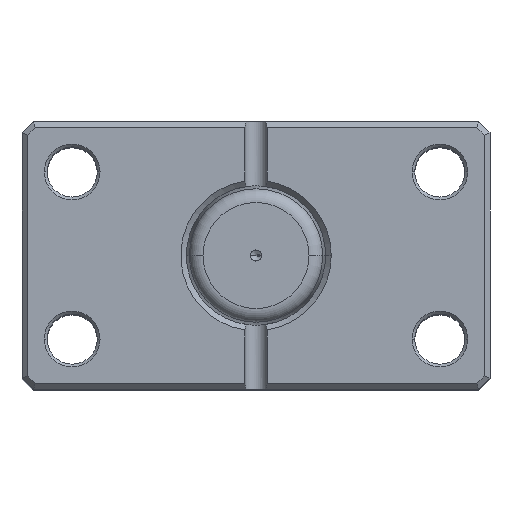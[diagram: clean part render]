
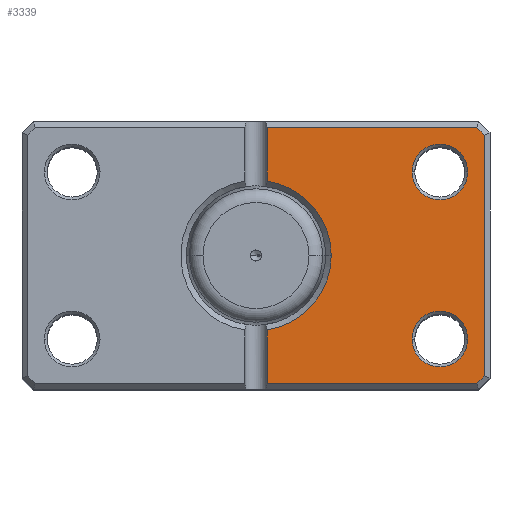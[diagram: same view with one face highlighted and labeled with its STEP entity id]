
A CAD part, top view. The second image highlights one B-rep face of the part: STEP entity #3339.
In plain terms, the highlighted face is planar.
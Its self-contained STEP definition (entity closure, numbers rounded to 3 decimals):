
#8 = VERTEX_POINT ( 'NONE', #3000 ) ;
#49 = CARTESIAN_POINT ( 'NONE',  ( -33., -15., 0. ) ) ;
#193 = EDGE_CURVE ( 'NONE', #3733, #970, #5876, .T. ) ;
#210 = AXIS2_PLACEMENT_3D ( 'NONE', #5562, #5917, #2009 ) ;
#483 = CIRCLE ( 'NONE', #6194, 13.5 ) ;
#542 = DIRECTION ( 'NONE',  ( 1., 0., 0. ) ) ;
#545 = DIRECTION ( 'NONE',  ( 1., 0., 0. ) ) ;
#578 = EDGE_CURVE ( 'NONE', #4269, #5349, #4599, .T. ) ;
#630 = CARTESIAN_POINT ( 'NONE',  ( -33., -15., 0. ) ) ;
#694 = CARTESIAN_POINT ( 'NONE',  ( -2., -13.351, 0. ) ) ;
#876 = CARTESIAN_POINT ( 'NONE',  ( -39.586, 23., 0. ) ) ;
#904 = ORIENTED_EDGE ( 'NONE', *, *, #2403, .T. ) ;
#915 = VERTEX_POINT ( 'NONE', #876 ) ;
#931 = VERTEX_POINT ( 'NONE', #1587 ) ;
#970 = VERTEX_POINT ( 'NONE', #694 ) ;
#990 = CARTESIAN_POINT ( 'NONE',  ( -2., 24., 0. ) ) ;
#1003 = PLANE ( 'NONE',  #3237 ) ;
#1066 = EDGE_CURVE ( 'NONE', #8, #3733, #483, .T. ) ;
#1107 = EDGE_LOOP ( 'NONE', ( #2449, #2758 ) ) ;
#1123 = DIRECTION ( 'NONE',  ( 1., 0., 0. ) ) ;
#1225 = DIRECTION ( 'NONE',  ( -1., 0., 0. ) ) ;
#1261 = CARTESIAN_POINT ( 'NONE',  ( -2., 23., 0. ) ) ;
#1441 = CARTESIAN_POINT ( 'NONE',  ( -41., 21.586, 0. ) ) ;
#1502 = CARTESIAN_POINT ( 'NONE',  ( -2., -23., 0. ) ) ;
#1534 = ORIENTED_EDGE ( 'NONE', *, *, #2031, .T. ) ;
#1587 = CARTESIAN_POINT ( 'NONE',  ( -38., 15., 0. ) ) ;
#1644 = DIRECTION ( 'NONE',  ( 1., 0., 0. ) ) ;
#1665 = DIRECTION ( 'NONE',  ( 0., 0., 1. ) ) ;
#1749 = DIRECTION ( 'NONE',  ( 0., 0., 1. ) ) ;
#1793 = CARTESIAN_POINT ( 'NONE',  ( 0., 0., 0. ) ) ;
#1839 = VERTEX_POINT ( 'NONE', #2721 ) ;
#1915 = CARTESIAN_POINT ( 'NONE',  ( -41., 0., 0. ) ) ;
#1925 = CIRCLE ( 'NONE', #210, 5. ) ;
#1977 = DIRECTION ( 'NONE',  ( 0., 0., 1. ) ) ;
#2009 = DIRECTION ( 'NONE',  ( 1., 0., 0. ) ) ;
#2025 = DIRECTION ( 'NONE',  ( 0., 1., 0. ) ) ;
#2031 = EDGE_CURVE ( 'NONE', #970, #2205, #2835, .T. ) ;
#2032 = CIRCLE ( 'NONE', #6034, 5. ) ;
#2040 = FACE_OUTER_BOUND ( 'NONE', #4786, .T. ) ;
#2058 = CARTESIAN_POINT ( 'NONE',  ( 0., 0., 0. ) ) ;
#2136 = DIRECTION ( 'NONE',  ( -0.707, 0.707, 0. ) ) ;
#2148 = VECTOR ( 'NONE', #5990, 1000. ) ;
#2159 = EDGE_CURVE ( 'NONE', #931, #2843, #1925, .T. ) ;
#2167 = DIRECTION ( 'NONE',  ( 0., 0., 1. ) ) ;
#2205 = VERTEX_POINT ( 'NONE', #1502 ) ;
#2206 = EDGE_CURVE ( 'NONE', #2990, #1839, #4638, .T. ) ;
#2234 = DIRECTION ( 'NONE',  ( 1., 0., 0. ) ) ;
#2316 = EDGE_CURVE ( 'NONE', #1839, #2990, #4039, .T. ) ;
#2403 = EDGE_CURVE ( 'NONE', #5349, #915, #5974, .T. ) ;
#2449 = ORIENTED_EDGE ( 'NONE', *, *, #2159, .T. ) ;
#2637 = CARTESIAN_POINT ( 'NONE',  ( -31.293, 31.293, 0. ) ) ;
#2721 = CARTESIAN_POINT ( 'NONE',  ( -28., -15., 0. ) ) ;
#2758 = ORIENTED_EDGE ( 'NONE', *, *, #3807, .T. ) ;
#2835 = LINE ( 'NONE', #990, #3820 ) ;
#2843 = VERTEX_POINT ( 'NONE', #3921 ) ;
#2963 = ORIENTED_EDGE ( 'NONE', *, *, #1066, .T. ) ;
#2990 = VERTEX_POINT ( 'NONE', #6007 ) ;
#3000 = CARTESIAN_POINT ( 'NONE',  ( -2., 13.351, 0. ) ) ;
#3237 = AXIS2_PLACEMENT_3D ( 'NONE', #4855, #1977, #5323 ) ;
#3273 = ORIENTED_EDGE ( 'NONE', *, *, #578, .T. ) ;
#3319 = FACE_BOUND ( 'NONE', #6054, .T. ) ;
#3339 = ADVANCED_FACE ( 'NONE', ( #3319, #4440, #2040 ), #1003, .F. ) ;
#3348 = LINE ( 'NONE', #4982, #5729 ) ;
#3351 = LINE ( 'NONE', #5475, #5732 ) ;
#3422 = CARTESIAN_POINT ( 'NONE',  ( 0., 23., 0. ) ) ;
#3452 = DIRECTION ( 'NONE',  ( 0., 0., 1. ) ) ;
#3485 = VECTOR ( 'NONE', #2025, 1000. ) ;
#3552 = LINE ( 'NONE', #3422, #4520 ) ;
#3580 = EDGE_CURVE ( 'NONE', #915, #5030, #3552, .T. ) ;
#3733 = VERTEX_POINT ( 'NONE', #5426 ) ;
#3807 = EDGE_CURVE ( 'NONE', #2843, #931, #2032, .T. ) ;
#3820 = VECTOR ( 'NONE', #5352, 1000. ) ;
#3851 = EDGE_CURVE ( 'NONE', #2205, #4991, #6005, .T. ) ;
#3921 = CARTESIAN_POINT ( 'NONE',  ( -28., 15., 0. ) ) ;
#4017 = DIRECTION ( 'NONE',  ( 0., 0., 1. ) ) ;
#4032 = ORIENTED_EDGE ( 'NONE', *, *, #2316, .T. ) ;
#4039 = CIRCLE ( 'NONE', #4677, 5. ) ;
#4111 = CARTESIAN_POINT ( 'NONE',  ( 0., -23., 0. ) ) ;
#4269 = VERTEX_POINT ( 'NONE', #4453 ) ;
#4287 = VECTOR ( 'NONE', #1225, 1000. ) ;
#4440 = FACE_BOUND ( 'NONE', #1107, .T. ) ;
#4453 = CARTESIAN_POINT ( 'NONE',  ( -41., -21.586, 0. ) ) ;
#4520 = VECTOR ( 'NONE', #542, 1000. ) ;
#4545 = CARTESIAN_POINT ( 'NONE',  ( -33., 15., 0. ) ) ;
#4549 = ORIENTED_EDGE ( 'NONE', *, *, #3851, .T. ) ;
#4599 = LINE ( 'NONE', #1915, #3485 ) ;
#4638 = CIRCLE ( 'NONE', #5169, 5. ) ;
#4677 = AXIS2_PLACEMENT_3D ( 'NONE', #630, #4017, #1123 ) ;
#4698 = ORIENTED_EDGE ( 'NONE', *, *, #5641, .T. ) ;
#4751 = AXIS2_PLACEMENT_3D ( 'NONE', #2058, #2167, #2234 ) ;
#4786 = EDGE_LOOP ( 'NONE', ( #6126, #2963, #5653, #1534, #4549, #4698, #3273, #904, #5203 ) ) ;
#4855 = CARTESIAN_POINT ( 'NONE',  ( 0., 0., 0. ) ) ;
#4955 = EDGE_CURVE ( 'NONE', #5030, #8, #3348, .T. ) ;
#4982 = CARTESIAN_POINT ( 'NONE',  ( -2., 24., 0. ) ) ;
#4991 = VERTEX_POINT ( 'NONE', #5969 ) ;
#5016 = DIRECTION ( 'NONE',  ( 1., 0., 0. ) ) ;
#5030 = VERTEX_POINT ( 'NONE', #1261 ) ;
#5169 = AXIS2_PLACEMENT_3D ( 'NONE', #49, #3452, #545 ) ;
#5203 = ORIENTED_EDGE ( 'NONE', *, *, #3580, .T. ) ;
#5323 = DIRECTION ( 'NONE',  ( 1., 0., 0. ) ) ;
#5349 = VERTEX_POINT ( 'NONE', #1441 ) ;
#5352 = DIRECTION ( 'NONE',  ( 0., -1., 0. ) ) ;
#5426 = CARTESIAN_POINT ( 'NONE',  ( -13.5, 0., 0. ) ) ;
#5436 = DIRECTION ( 'NONE',  ( 0., -1., 0. ) ) ;
#5475 = CARTESIAN_POINT ( 'NONE',  ( -31.293, -31.293, 0. ) ) ;
#5562 = CARTESIAN_POINT ( 'NONE',  ( -33., 15., 0. ) ) ;
#5641 = EDGE_CURVE ( 'NONE', #4991, #4269, #3351, .T. ) ;
#5653 = ORIENTED_EDGE ( 'NONE', *, *, #193, .T. ) ;
#5729 = VECTOR ( 'NONE', #5436, 1000. ) ;
#5732 = VECTOR ( 'NONE', #2136, 1000. ) ;
#5741 = ORIENTED_EDGE ( 'NONE', *, *, #2206, .T. ) ;
#5876 = CIRCLE ( 'NONE', #4751, 13.5 ) ;
#5917 = DIRECTION ( 'NONE',  ( 0., 0., 1. ) ) ;
#5969 = CARTESIAN_POINT ( 'NONE',  ( -39.586, -23., 0. ) ) ;
#5974 = LINE ( 'NONE', #2637, #2148 ) ;
#5990 = DIRECTION ( 'NONE',  ( 0.707, 0.707, 0. ) ) ;
#6005 = LINE ( 'NONE', #4111, #4287 ) ;
#6007 = CARTESIAN_POINT ( 'NONE',  ( -38., -15., 0. ) ) ;
#6034 = AXIS2_PLACEMENT_3D ( 'NONE', #4545, #1665, #5016 ) ;
#6054 = EDGE_LOOP ( 'NONE', ( #5741, #4032 ) ) ;
#6126 = ORIENTED_EDGE ( 'NONE', *, *, #4955, .T. ) ;
#6194 = AXIS2_PLACEMENT_3D ( 'NONE', #1793, #1749, #1644 ) ;
